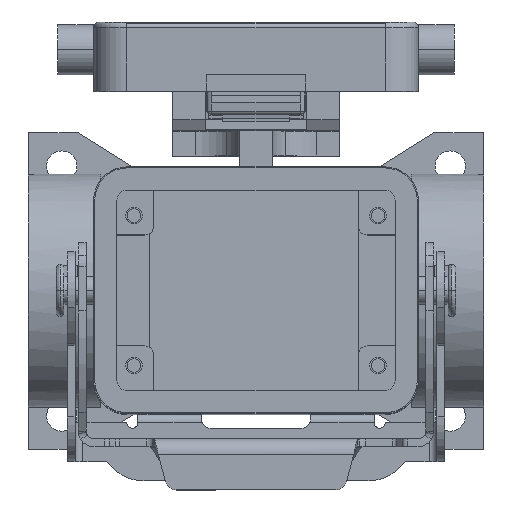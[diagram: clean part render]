
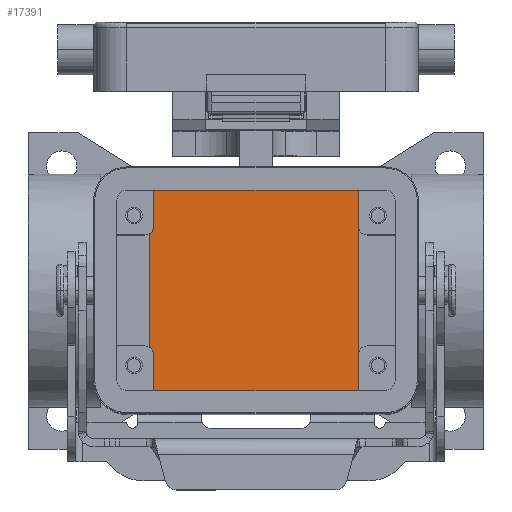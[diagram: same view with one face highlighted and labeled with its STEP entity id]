
A CAD part, top view. The second image highlights one B-rep face of the part: STEP entity #17391.
In plain terms, the highlighted planar face has unit normal (0, 0, 1).
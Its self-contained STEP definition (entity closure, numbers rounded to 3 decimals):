
#17318=CARTESIAN_POINT('',(0.0,0.,-62.0));
#17319=DIRECTION('',(0.0,0.0,1.0));
#17320=DIRECTION('',(1.0,0.0,0.0));
#17321=AXIS2_PLACEMENT_3D('',#17318,#17319,#17320);
#17322=PLANE('',#17321);
#17323=CARTESIAN_POINT('',(-19.25,10.201,-62.0));
#17324=VERTEX_POINT('',#17323);
#17325=CARTESIAN_POINT('',(-19.25,-10.201,-62.0));
#17326=VERTEX_POINT('',#17325);
#17327=CARTESIAN_POINT('',(-19.25,10.201,-62.0));
#17328=DIRECTION('',(0.0,-1.0,0.0));
#17329=VECTOR('',#17328,20.402);
#17330=LINE('',#17327,#17329);
#17331=EDGE_CURVE('',#17324,#17326,#17330,.T.);
#17332=ORIENTED_EDGE('',*,*,#17331,.T.);
#17333=CARTESIAN_POINT('',(-18.5,-11.5,-62.));
#17334=VERTEX_POINT('',#17333);
#17335=CARTESIAN_POINT('',(-20.0,-11.5,-62.0));
#17336=DIRECTION('',(0.0,0.0,-1.0));
#17337=DIRECTION('',(-1.0,0.0,0.0));
#17338=AXIS2_PLACEMENT_3D('',#17335,#17336,#17337);
#17339=CIRCLE('',#17338,1.5);
#17340=EDGE_CURVE('',#17326,#17334,#17339,.T.);
#17341=ORIENTED_EDGE('',*,*,#17340,.T.);
#17342=CARTESIAN_POINT('',(-18.5,-18.25,-62.));
#17343=VERTEX_POINT('',#17342);
#17344=CARTESIAN_POINT('',(-18.5,-11.5,-62.));
#17345=DIRECTION('',(0.0,-1.0,0.0));
#17346=VECTOR('',#17345,6.75);
#17347=LINE('',#17344,#17346);
#17348=EDGE_CURVE('',#17334,#17343,#17347,.T.);
#17349=ORIENTED_EDGE('',*,*,#17348,.T.);
#17350=CARTESIAN_POINT('',(18.5,-18.25,-62.));
#17351=VERTEX_POINT('',#17350);
#17352=CARTESIAN_POINT('',(-18.5,-18.25,-62.));
#17353=DIRECTION('',(1.0,0.0,0.0));
#17354=VECTOR('',#17353,37.0);
#17355=LINE('',#17352,#17354);
#17356=EDGE_CURVE('',#17343,#17351,#17355,.T.);
#17357=ORIENTED_EDGE('',*,*,#17356,.T.);
#17358=CARTESIAN_POINT('',(18.5,18.25,-62.));
#17359=VERTEX_POINT('',#17358);
#17360=CARTESIAN_POINT('',(18.5,-18.25,-62.));
#17361=DIRECTION('',(0.0,1.0,0.0));
#17362=VECTOR('',#17361,36.5);
#17363=LINE('',#17360,#17362);
#17364=EDGE_CURVE('',#17351,#17359,#17363,.T.);
#17365=ORIENTED_EDGE('',*,*,#17364,.T.);
#17366=CARTESIAN_POINT('',(-18.5,18.25,-62.));
#17367=VERTEX_POINT('',#17366);
#17368=CARTESIAN_POINT('',(18.5,18.25,-62.));
#17369=DIRECTION('',(-1.0,0.0,0.0));
#17370=VECTOR('',#17369,37.);
#17371=LINE('',#17368,#17370);
#17372=EDGE_CURVE('',#17359,#17367,#17371,.T.);
#17373=ORIENTED_EDGE('',*,*,#17372,.T.);
#17374=CARTESIAN_POINT('',(-18.5,11.5,-62.));
#17375=VERTEX_POINT('',#17374);
#17376=CARTESIAN_POINT('',(-18.5,18.25,-62.));
#17377=DIRECTION('',(0.0,-1.0,0.0));
#17378=VECTOR('',#17377,6.75);
#17379=LINE('',#17376,#17378);
#17380=EDGE_CURVE('',#17367,#17375,#17379,.T.);
#17381=ORIENTED_EDGE('',*,*,#17380,.T.);
#17382=CARTESIAN_POINT('',(-20.0,11.5,-62.0));
#17383=DIRECTION('',(0.0,0.0,-1.0));
#17384=DIRECTION('',(0.0,-1.0,0.0));
#17385=AXIS2_PLACEMENT_3D('',#17382,#17383,#17384);
#17386=CIRCLE('',#17385,1.5);
#17387=EDGE_CURVE('',#17375,#17324,#17386,.T.);
#17388=ORIENTED_EDGE('',*,*,#17387,.T.);
#17389=EDGE_LOOP('',(#17332,#17341,#17349,#17357,#17365,#17373,#17381,#17388));
#17390=FACE_OUTER_BOUND('',#17389,.T.);
#17391=ADVANCED_FACE('',(#17390),#17322,.T.);
